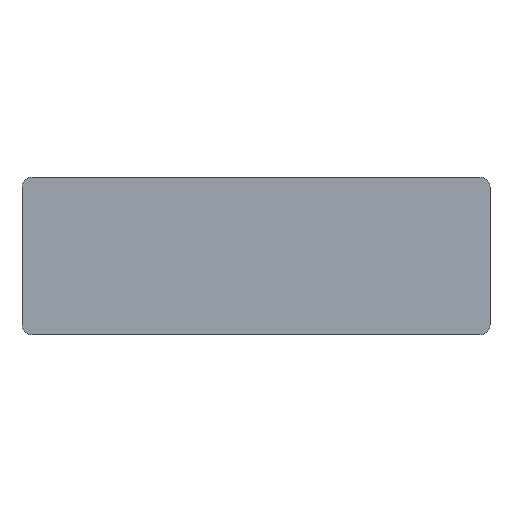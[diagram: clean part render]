
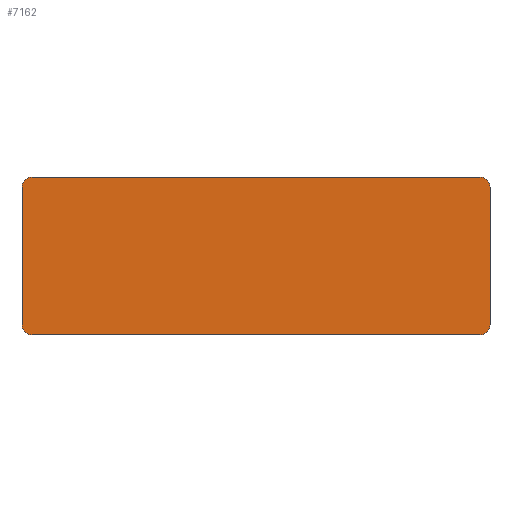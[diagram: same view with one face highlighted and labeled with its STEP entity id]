
A CAD part, front view. The second image highlights one B-rep face of the part: STEP entity #7162.
In plain terms, the highlighted planar face has unit normal (0, -1, 0).
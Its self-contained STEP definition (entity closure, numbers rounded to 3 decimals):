
#19=CARTESIAN_POINT('',(153.,-89.,-47.));
#20=DIRECTION('',(0.,1.,0.));
#21=DIRECTION('',(1.,0.,0.));
#22=AXIS2_PLACEMENT_3D('',#19,#20,#21);
#24=DIRECTION('',(1.,0.,0.));
#25=VECTOR('',#24,306.);
#26=CARTESIAN_POINT('',(-153.,-89.,-54.));
#27=LINE('',#26,#25);
#28=CARTESIAN_POINT('',(-153.,-89.,-47.));
#29=DIRECTION('',(0.,1.,0.));
#30=DIRECTION('',(0.,0.,-1.));
#31=AXIS2_PLACEMENT_3D('',#28,#29,#30);
#33=CARTESIAN_POINT('',(-153.,-89.,47.));
#34=DIRECTION('',(0.,-1.,0.));
#35=DIRECTION('',(0.,0.,1.));
#36=AXIS2_PLACEMENT_3D('',#33,#34,#35);
#38=DIRECTION('',(1.,0.,0.));
#39=VECTOR('',#38,306.);
#40=CARTESIAN_POINT('',(-153.,-89.,54.));
#41=LINE('',#40,#39);
#42=CARTESIAN_POINT('',(153.,-89.,47.));
#43=DIRECTION('',(0.,-1.,0.));
#44=DIRECTION('',(1.,0.,0.));
#45=AXIS2_PLACEMENT_3D('',#42,#43,#44);
#78=DIRECTION('',(0.,0.,1.));
#79=VECTOR('',#78,94.);
#80=CARTESIAN_POINT('',(160.,-89.,-47.));
#81=LINE('',#80,#79);
#2054=DIRECTION('',(0.,0.,-1.));
#2055=VECTOR('',#2054,94.);
#2056=CARTESIAN_POINT('',(-160.,-89.,47.));
#2057=LINE('',#2056,#2055);
#6564=CARTESIAN_POINT('',(160.,-89.,47.));
#6565=CARTESIAN_POINT('',(153.,-89.,54.));
#6566=VERTEX_POINT('',#6564);
#6567=VERTEX_POINT('',#6565);
#6594=CARTESIAN_POINT('',(-153.,-89.,54.));
#6595=CARTESIAN_POINT('',(-160.,-89.,47.));
#6596=VERTEX_POINT('',#6594);
#6597=VERTEX_POINT('',#6595);
#6696=CARTESIAN_POINT('',(160.,-89.,-47.));
#6697=CARTESIAN_POINT('',(153.,-89.,-54.));
#6698=VERTEX_POINT('',#6696);
#6699=VERTEX_POINT('',#6697);
#6726=CARTESIAN_POINT('',(-153.,-89.,-54.));
#6727=CARTESIAN_POINT('',(-160.,-89.,-47.));
#6728=VERTEX_POINT('',#6726);
#6729=VERTEX_POINT('',#6727);
#7141=CARTESIAN_POINT('',(0.,-89.,0.));
#7142=DIRECTION('',(0.,-1.,0.));
#7143=DIRECTION('',(1.,0.,0.));
#7144=AXIS2_PLACEMENT_3D('',#7141,#7142,#7143);
#7145=PLANE('',#7144);
#7147=ORIENTED_EDGE('',*,*,#7146,.F.);
#7149=ORIENTED_EDGE('',*,*,#7148,.T.);
#7151=ORIENTED_EDGE('',*,*,#7150,.F.);
#7153=ORIENTED_EDGE('',*,*,#7152,.T.);
#7155=ORIENTED_EDGE('',*,*,#7154,.F.);
#7157=ORIENTED_EDGE('',*,*,#7156,.F.);
#7158=ORIENTED_EDGE('',*,*,#7117,.T.);
#7159=ORIENTED_EDGE('',*,*,#7131,.F.);
#7160=EDGE_LOOP('',(#7147,#7149,#7151,#7153,#7155,#7157,#7158,#7159));
#7161=FACE_OUTER_BOUND('',#7160,.F.);
#7162=ADVANCED_FACE('',(#7161),#7145,.T.);
#23=CIRCLE('',#22,7.);
#32=CIRCLE('',#31,7.);
#37=CIRCLE('',#36,7.);
#46=CIRCLE('',#45,7.);
#7117=EDGE_CURVE('',#6596,#6567,#41,.T.);
#7131=EDGE_CURVE('',#6566,#6567,#46,.T.);
#7146=EDGE_CURVE('',#6698,#6566,#81,.T.);
#7148=EDGE_CURVE('',#6698,#6699,#23,.T.);
#7150=EDGE_CURVE('',#6728,#6699,#27,.T.);
#7152=EDGE_CURVE('',#6728,#6729,#32,.T.);
#7154=EDGE_CURVE('',#6597,#6729,#2057,.T.);
#7156=EDGE_CURVE('',#6596,#6597,#37,.T.);
